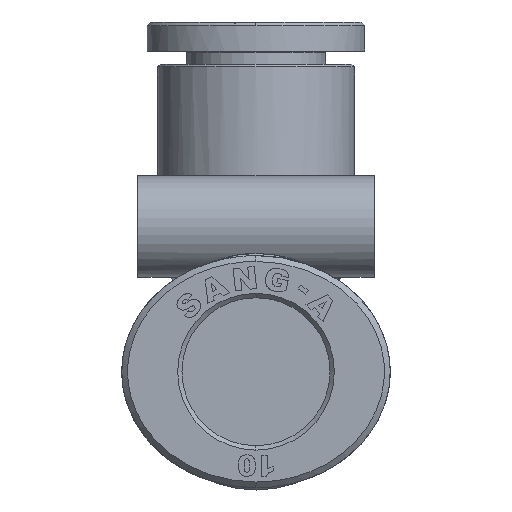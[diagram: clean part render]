
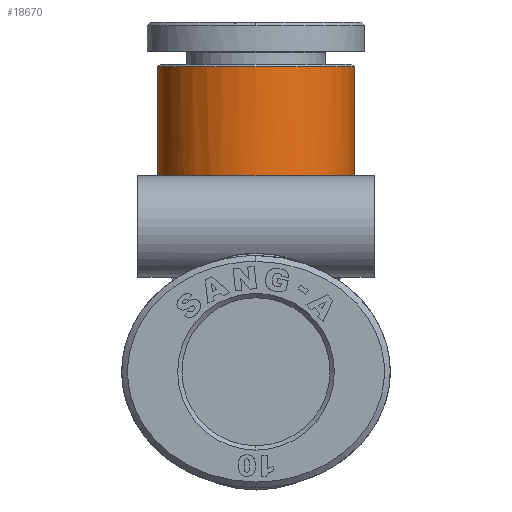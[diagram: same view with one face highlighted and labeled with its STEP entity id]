
A CAD part, left-side view. The second image highlights one B-rep face of the part: STEP entity #18670.
In plain terms, the highlighted cylindrical face has radius 6.8 mm (diameter 13.6 mm), a partial arc.
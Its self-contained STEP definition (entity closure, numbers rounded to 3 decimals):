
#91 = CARTESIAN_POINT ( 'NONE',  ( -1.433, -0.329, -12.227 ) ) ;
#580 = EDGE_LOOP ( 'NONE', ( #34283, #67812, #50731, #30340, #41370, #60734 ) ) ;
#1038 = VERTEX_POINT ( 'NONE', #16796 ) ;
#4529 = AXIS2_PLACEMENT_3D ( 'NONE', #12483, #29260, #6526 ) ;
#4630 = CARTESIAN_POINT ( 'NONE',  ( -1.643, -1.701, -8.048 ) ) ;
#4747 = CARTESIAN_POINT ( 'NONE',  ( -1.521, -1.089, -7.884 ) ) ;
#4867 = CARTESIAN_POINT ( 'NONE',  ( -2.229, 3.193, -10.233 ) ) ;
#5101 = CARTESIAN_POINT ( 'NONE',  ( -1.653, 1.723, -11.931 ) ) ;
#5354 = CARTESIAN_POINT ( 'NONE',  ( -2.236, -3.204, -9.9 ) ) ;
#5583 = CARTESIAN_POINT ( 'NONE',  ( -1.521, -1.089, -7.884 ) ) ;
#6526 = DIRECTION ( 'NONE',  ( 0., -1., 0. ) ) ;
#10629 = CARTESIAN_POINT ( 'NONE',  ( -1.77, -2.119, -8.258 ) ) ;
#10849 = CARTESIAN_POINT ( 'NONE',  ( -2.167, 3.072, -10.698 ) ) ;
#12483 = CARTESIAN_POINT ( 'NONE',  ( -8.233, 0., -7.884 ) ) ;
#13026 = EDGE_CURVE ( 'NONE', #1038, #16142, #48245, .T. ) ;
#15328 = B_SPLINE_CURVE_WITH_KNOTS ( 'NONE', 3,
 ( #25924, #42280, #64423, #69920, #26175, #64658, #70147, #37246, #65378, #59346, #37714, #4867, #32925, #10849, #49290, #54555, #16361, #32444, #32684, #32206, #54783, #5101, #43711, #21878, #70855, #60292, #71092, #91, #16118, #59812, #43232, #15419, #65849, #38205, #65607, #26900, #43957, #5354, #21160, #49050, #27361, #42992, #15884, #37959, #31963, #38447, #10629, #4630, #70619, #5583 ),
 .UNSPECIFIED., .F., .F.,
 ( 4, 2, 2, 2, 2, 2, 2, 2, 2, 2, 2, 2, 2, 2, 2, 2, 2, 2, 2, 2, 2, 2, 2, 2, 4 ),
 ( -0.012, -0.011, -0.01, -0.01, -0.009, -0.009, -0.008, -0.008, -0.007, -0.007, -0.006, -0.006, -0.005, -0.004, -0.003, -0.002, -0.002, -0.001, 0., 0., 0.001, 0.001, 0.002, 0.002, 0.003 ),
 .UNSPECIFIED. ) ;
#15419 = CARTESIAN_POINT ( 'NONE',  ( -1.776, -2.153, -11.736 ) ) ;
#15884 = CARTESIAN_POINT ( 'NONE',  ( -2.046, -2.824, -8.864 ) ) ;
#16118 = CARTESIAN_POINT ( 'NONE',  ( -1.457, -0.649, -12.199 ) ) ;
#16142 = VERTEX_POINT ( 'NONE', #16922 ) ;
#16361 = CARTESIAN_POINT ( 'NONE',  ( -2.01, 2.743, -11.236 ) ) ;
#16796 = CARTESIAN_POINT ( 'NONE',  ( -8.233, 6.8, -7.884 ) ) ;
#16922 = CARTESIAN_POINT ( 'NONE',  ( -1.521, 1.089, -7.884 ) ) ;
#17207 = DIRECTION ( 'NONE',  ( 0., 0., 1. ) ) ;
#17706 = FACE_OUTER_BOUND ( 'NONE', #580, .T. ) ;
#18670 = ADVANCED_FACE ( 'NONE', ( #17706 ), #40007, .T. ) ;
#19048 = CIRCLE ( 'NONE', #57364, 6.8 ) ;
#19466 = DIRECTION ( 'NONE',  ( 0., 0., 1. ) ) ;
#21160 = CARTESIAN_POINT ( 'NONE',  ( -2.227, -3.188, -9.738 ) ) ;
#21300 = AXIS2_PLACEMENT_3D ( 'NONE', #55907, #61413, #28515 ) ;
#21878 = CARTESIAN_POINT ( 'NONE',  ( -1.552, 1.273, -12.076 ) ) ;
#24308 = AXIS2_PLACEMENT_3D ( 'NONE', #39409, #29313, #67303 ) ;
#25155 = VERTEX_POINT ( 'NONE', #64907 ) ;
#25867 = EDGE_CURVE ( 'NONE', #25155, #67156, #27209, .T. ) ;
#25924 = CARTESIAN_POINT ( 'NONE',  ( -1.521, 1.089, -7.884 ) ) ;
#26175 = CARTESIAN_POINT ( 'NONE',  ( -1.912, 2.517, -8.514 ) ) ;
#26900 = CARTESIAN_POINT ( 'NONE',  ( -2.215, -3.167, -10.385 ) ) ;
#27209 = LINE ( 'NONE', #43336, #65925 ) ;
#27345 = EDGE_CURVE ( 'NONE', #16142, #56348, #15328, .T. ) ;
#27361 = CARTESIAN_POINT ( 'NONE',  ( -2.16, -3.06, -9.273 ) ) ;
#28515 = DIRECTION ( 'NONE',  ( 0., -1., 0. ) ) ;
#29260 = DIRECTION ( 'NONE',  ( 0., 0., -1. ) ) ;
#29313 = DIRECTION ( 'NONE',  ( 0., 0., 1. ) ) ;
#30340 = ORIENTED_EDGE ( 'NONE', *, *, #27345, .T. ) ;
#31963 = CARTESIAN_POINT ( 'NONE',  ( -1.909, -2.502, -8.525 ) ) ;
#32206 = CARTESIAN_POINT ( 'NONE',  ( -1.779, 2.146, -11.727 ) ) ;
#32444 = CARTESIAN_POINT ( 'NONE',  ( -1.918, 2.524, -11.457 ) ) ;
#32684 = CARTESIAN_POINT ( 'NONE',  ( -1.871, 2.404, -11.554 ) ) ;
#32781 = VERTEX_POINT ( 'NONE', #64828 ) ;
#32925 = CARTESIAN_POINT ( 'NONE',  ( -2.215, 3.166, -10.391 ) ) ;
#34160 = VECTOR ( 'NONE', #17207, 1000. ) ;
#34283 = ORIENTED_EDGE ( 'NONE', *, *, #43553, .T. ) ;
#34994 = LINE ( 'NONE', #50612, #34160 ) ;
#37246 = CARTESIAN_POINT ( 'NONE',  ( -2.161, 3.062, -9.278 ) ) ;
#37714 = CARTESIAN_POINT ( 'NONE',  ( -2.236, 3.205, -9.907 ) ) ;
#37959 = CARTESIAN_POINT ( 'NONE',  ( -1.956, -2.617, -8.629 ) ) ;
#38205 = CARTESIAN_POINT ( 'NONE',  ( -2.057, -2.855, -11.122 ) ) ;
#38447 = CARTESIAN_POINT ( 'NONE',  ( -1.816, -2.254, -8.34 ) ) ;
#39409 = CARTESIAN_POINT ( 'NONE',  ( -8.233, 0., -7.884 ) ) ;
#40007 = CYLINDRICAL_SURFACE ( 'NONE', #21300, 6.8 ) ;
#41092 = DIRECTION ( 'NONE',  ( 0., -1., 0. ) ) ;
#41370 = ORIENTED_EDGE ( 'NONE', *, *, #46692, .F. ) ;
#42280 = CARTESIAN_POINT ( 'NONE',  ( -1.572, 1.404, -7.951 ) ) ;
#42992 = CARTESIAN_POINT ( 'NONE',  ( -2.088, -2.914, -8.994 ) ) ;
#43232 = CARTESIAN_POINT ( 'NONE',  ( -1.614, -1.585, -11.994 ) ) ;
#43336 = CARTESIAN_POINT ( 'NONE',  ( -8.233, -6.8, -13.5 ) ) ;
#43553 = EDGE_CURVE ( 'NONE', #25155, #32781, #19048, .T. ) ;
#43711 = CARTESIAN_POINT ( 'NONE',  ( -1.616, 1.576, -11.985 ) ) ;
#43957 = CARTESIAN_POINT ( 'NONE',  ( -2.23, -3.193, -10.226 ) ) ;
#46692 = EDGE_CURVE ( 'NONE', #67156, #56348, #61552, .T. ) ;
#48245 = CIRCLE ( 'NONE', #4529, 6.8 ) ;
#49050 = CARTESIAN_POINT ( 'NONE',  ( -2.189, -3.117, -9.426 ) ) ;
#49290 = CARTESIAN_POINT ( 'NONE',  ( -2.133, 3.005, -10.844 ) ) ;
#49382 = DIRECTION ( 'NONE',  ( 0., 0., 1. ) ) ;
#50612 = CARTESIAN_POINT ( 'NONE',  ( -8.233, 6.8, -13.5 ) ) ;
#50731 = ORIENTED_EDGE ( 'NONE', *, *, #13026, .T. ) ;
#53412 = CARTESIAN_POINT ( 'NONE',  ( -8.233, -6.8, -7.884 ) ) ;
#54555 = CARTESIAN_POINT ( 'NONE',  ( -2.055, 2.842, -11.112 ) ) ;
#54783 = CARTESIAN_POINT ( 'NONE',  ( -1.734, 2.007, -11.802 ) ) ;
#55907 = CARTESIAN_POINT ( 'NONE',  ( -8.233, 0., -13.5 ) ) ;
#56348 = VERTEX_POINT ( 'NONE', #4747 ) ;
#57364 = AXIS2_PLACEMENT_3D ( 'NONE', #57703, #19466, #41092 ) ;
#57703 = CARTESIAN_POINT ( 'NONE',  ( -8.233, 0., -21. ) ) ;
#59346 = CARTESIAN_POINT ( 'NONE',  ( -2.227, 3.189, -9.742 ) ) ;
#59812 = CARTESIAN_POINT ( 'NONE',  ( -1.546, -1.276, -12.083 ) ) ;
#60292 = CARTESIAN_POINT ( 'NONE',  ( -1.456, 0.643, -12.2 ) ) ;
#60734 = ORIENTED_EDGE ( 'NONE', *, *, #25867, .F. ) ;
#61413 = DIRECTION ( 'NONE',  ( 0., 0., 1. ) ) ;
#61552 = CIRCLE ( 'NONE', #24308, 6.8 ) ;
#64423 = CARTESIAN_POINT ( 'NONE',  ( -1.643, 1.703, -8.048 ) ) ;
#64658 = CARTESIAN_POINT ( 'NONE',  ( -2.047, 2.826, -8.868 ) ) ;
#64828 = CARTESIAN_POINT ( 'NONE',  ( -8.233, 6.8, -21. ) ) ;
#64907 = CARTESIAN_POINT ( 'NONE',  ( -8.233, -6.8, -21. ) ) ;
#65378 = CARTESIAN_POINT ( 'NONE',  ( -2.19, 3.118, -9.43 ) ) ;
#65607 = CARTESIAN_POINT ( 'NONE',  ( -2.143, -3.027, -10.847 ) ) ;
#65813 = EDGE_CURVE ( 'NONE', #32781, #1038, #34994, .T. ) ;
#65849 = CARTESIAN_POINT ( 'NONE',  ( -1.874, -2.419, -11.564 ) ) ;
#65925 = VECTOR ( 'NONE', #49382, 1000. ) ;
#67156 = VERTEX_POINT ( 'NONE', #53412 ) ;
#67303 = DIRECTION ( 'NONE',  ( 1., 0., 0. ) ) ;
#67812 = ORIENTED_EDGE ( 'NONE', *, *, #65813, .T. ) ;
#69920 = CARTESIAN_POINT ( 'NONE',  ( -1.814, 2.263, -8.331 ) ) ;
#70147 = CARTESIAN_POINT ( 'NONE',  ( -2.089, 2.915, -8.996 ) ) ;
#70619 = CARTESIAN_POINT ( 'NONE',  ( -1.572, -1.403, -7.951 ) ) ;
#70855 = CARTESIAN_POINT ( 'NONE',  ( -1.524, 1.116, -12.113 ) ) ;
#71092 = CARTESIAN_POINT ( 'NONE',  ( -1.433, 0.322, -12.227 ) ) ;
